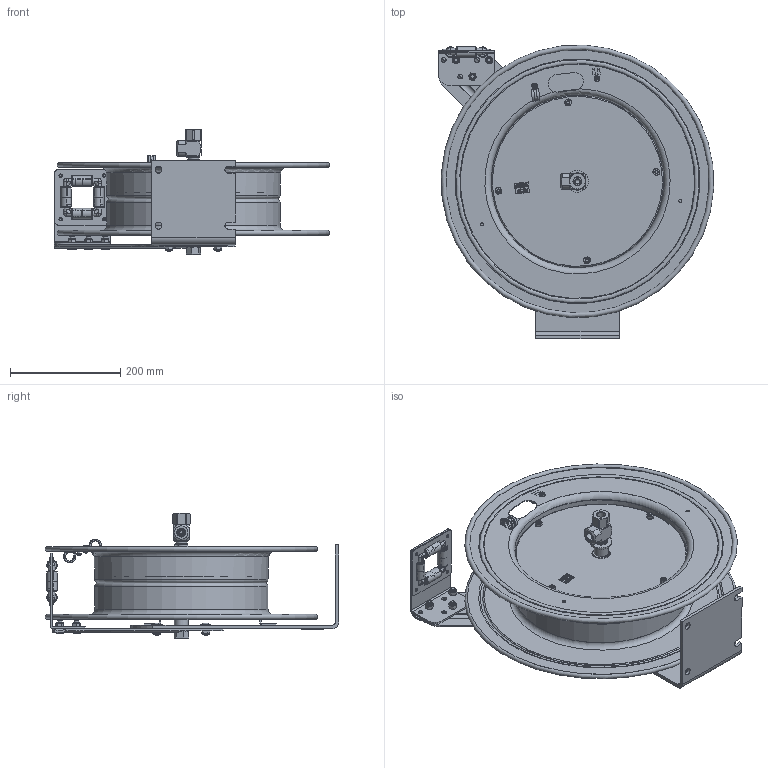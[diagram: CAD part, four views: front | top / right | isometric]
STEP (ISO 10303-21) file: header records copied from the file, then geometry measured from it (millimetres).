
FILE_DESCRIPTION(/* description */ (''),/* implementation_level */ '2;1');
FILE_NAME(/* name */ 'SHL-N-350_SHARED.stp',/* time_stamp */ '2020-02-11T09:02:46-07:00',/* author */ ('NMelton'),/* organization */ (''),/* preprocessor_version */ 'ST-DEVELOPER v17',/* originating_system */ 'Autodesk Inventor 2019',/* authorisation */ '');
FILE_SCHEMA (('AUTOMOTIVE_DESIGN { 1 0 10303 214 3 1 1 }'));
Products named in the file (1): SHL-N-350_SHARED
Bounding box: 499.81 x 533 x 228.37 mm (x, y, z)
Surface area: 1352235.3 mm2 (no closed solid volume)
Topology: 0 solids, 149 shells, 2672 faces, 11644 edges, 8770 vertices
Faces by surface type: plane 1412, cylinder 574, bspline 419, cone 175, torus 64, sphere 28
Full cylindrical faces by diameter (mm): 2.159 x2, 2.54 x1, 3.048 x1, 3.962 x2, 4.699 x4, 4.826 x2, 5.182 x1, 5.556 x1, 5.588 x6, 6.35 x9, 7.938 x3, 8.731 x7, 8.89 x1, 10.414 x1, 11.43 x3, 12.192 x7, 12.7 x2, 14.224 x1, 14.859 x1, 15.875 x1, 17.882 x1, 19.05 x5, 19.304 x1, 20.574 x1, 20.625 x1, 25.362 x1, 28.575 x1, 31.623 x1, 33.274 x1, 39.624 x1
Entity records: 126700 total; most frequent: CARTESIAN_POINT 36106, ORIENTED_EDGE 16948, DIRECTION 15958, EDGE_CURVE 11615, VERTEX_POINT 8770, LINE 6620, VECTOR 6620, AXIS2_PLACEMENT_3D 4669
